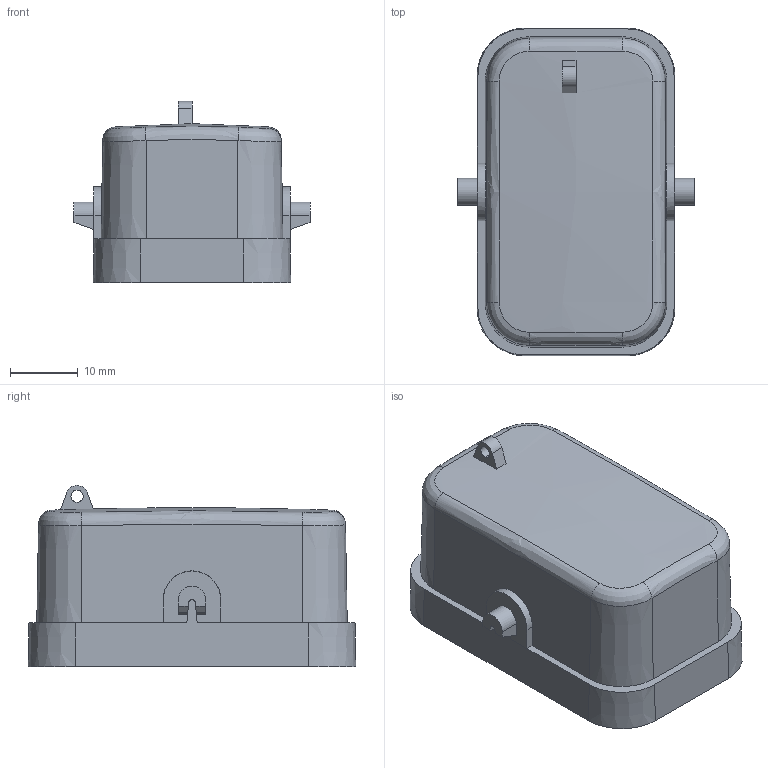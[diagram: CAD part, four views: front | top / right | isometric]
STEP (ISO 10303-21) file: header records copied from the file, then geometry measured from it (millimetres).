
FILE_DESCRIPTION(('CATIA V5 STEP','CAx-IF Rec.Pracs.--- Model Styling and Organization---1.2---2011-12-15'),'2;1');
FILE_NAME ('13409960_2', '2018-08-08T05:44:29+00:00', ('none'), ('Weidmueller'), 'CATIA Version 5-6 Release 2014 SP4 HF52', 'CATIA V5 STEP AP214', 'none');
FILE_SCHEMA(('AUTOMOTIVE_DESIGN { 1 0 10303 214 1 1 1 1 }'));
Length unit declared in the file: millimetre
Products named in the file (1): 1003140000
Bounding box: 34.9 x 48.43 x 26.8 mm (x, y, z)
Volume: 7158.5 mm3; surface area: 8491.8 mm2
Topology: 1 solids, 1 shells, 84 faces, 225 edges, 146 vertices
Faces by surface type: plane 45, cylinder 21, bspline 8, cone 8, revolution 2
Entity records: 3144 total; most frequent: CARTESIAN_POINT 1201, ORIENTED_EDGE 450, DIRECTION 297, EDGE_CURVE 225, VERTEX_POINT 146, VECTOR 139, LINE 139, AXIS2_PLACEMENT_3D 98
